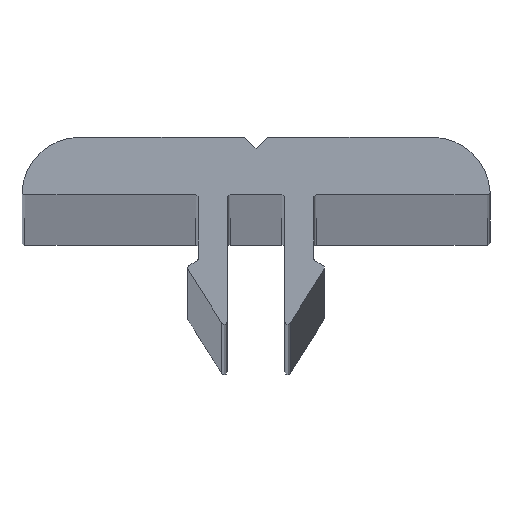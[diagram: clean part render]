
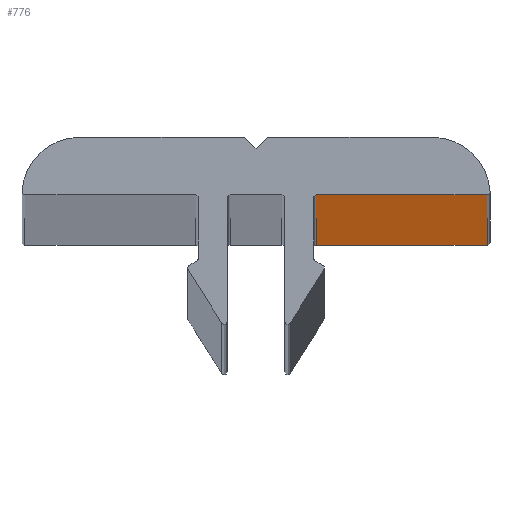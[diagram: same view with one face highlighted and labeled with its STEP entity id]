
A CAD part, top view. The second image highlights one B-rep face of the part: STEP entity #776.
In plain terms, the highlighted planar face has unit normal (0, -1, 0).
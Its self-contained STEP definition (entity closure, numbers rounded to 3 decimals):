
#2 = LINE ( 'NONE', #1129, #81 ) ;
#69 = VECTOR ( 'NONE', #789, 1000. ) ;
#79 = CARTESIAN_POINT ( 'NONE',  ( 4.2, 9., 1000. ) ) ;
#81 = VECTOR ( 'NONE', #671, 1000. ) ;
#136 = VERTEX_POINT ( 'NONE', #903 ) ;
#153 = CARTESIAN_POINT ( 'NONE',  ( 4.2, 9., 1000. ) ) ;
#190 = ORIENTED_EDGE ( 'NONE', *, *, #843, .F. ) ;
#310 = VECTOR ( 'NONE', #635, 1000. ) ;
#360 = VERTEX_POINT ( 'NONE', #412 ) ;
#412 = CARTESIAN_POINT ( 'NONE',  ( 4.2, 9., -1000. ) ) ;
#431 = DIRECTION ( 'NONE',  ( 1., 0., 0. ) ) ;
#441 = EDGE_CURVE ( 'NONE', #498, #136, #580, .T. ) ;
#444 = CARTESIAN_POINT ( 'NONE',  ( 4.2, 9., 1000. ) ) ;
#464 = LINE ( 'NONE', #79, #69 ) ;
#483 = VERTEX_POINT ( 'NONE', #1154 ) ;
#497 = AXIS2_PLACEMENT_3D ( 'NONE', #856, #577, #501 ) ;
#498 = VERTEX_POINT ( 'NONE', #444 ) ;
#501 = DIRECTION ( 'NONE',  ( -1., 0., 0. ) ) ;
#543 = VECTOR ( 'NONE', #431, 1000. ) ;
#577 = DIRECTION ( 'NONE',  ( 0., 1., 0. ) ) ;
#580 = LINE ( 'NONE', #153, #543 ) ;
#589 = EDGE_CURVE ( 'NONE', #483, #360, #979, .T. ) ;
#624 = EDGE_LOOP ( 'NONE', ( #1053, #1066, #974, #190 ) ) ;
#635 = DIRECTION ( 'NONE',  ( -1., 0., 0. ) ) ;
#671 = DIRECTION ( 'NONE',  ( 0., 0., -1. ) ) ;
#749 = PLANE ( 'NONE',  #497 ) ;
#776 = ADVANCED_FACE ( 'NONE', ( #798 ), #749, .F. ) ;
#789 = DIRECTION ( 'NONE',  ( 0., 0., 1. ) ) ;
#798 = FACE_OUTER_BOUND ( 'NONE', #624, .T. ) ;
#843 = EDGE_CURVE ( 'NONE', #136, #483, #2, .T. ) ;
#856 = CARTESIAN_POINT ( 'NONE',  ( 4.2, 9., 1000. ) ) ;
#903 = CARTESIAN_POINT ( 'NONE',  ( 16.05, 9., 1000. ) ) ;
#974 = ORIENTED_EDGE ( 'NONE', *, *, #589, .F. ) ;
#979 = LINE ( 'NONE', #1087, #310 ) ;
#989 = EDGE_CURVE ( 'NONE', #360, #498, #464, .T. ) ;
#1053 = ORIENTED_EDGE ( 'NONE', *, *, #441, .F. ) ;
#1066 = ORIENTED_EDGE ( 'NONE', *, *, #989, .F. ) ;
#1087 = CARTESIAN_POINT ( 'NONE',  ( 4.2, 9., -1000. ) ) ;
#1129 = CARTESIAN_POINT ( 'NONE',  ( 16.05, 9., 1000. ) ) ;
#1154 = CARTESIAN_POINT ( 'NONE',  ( 16.05, 9., -1000. ) ) ;
